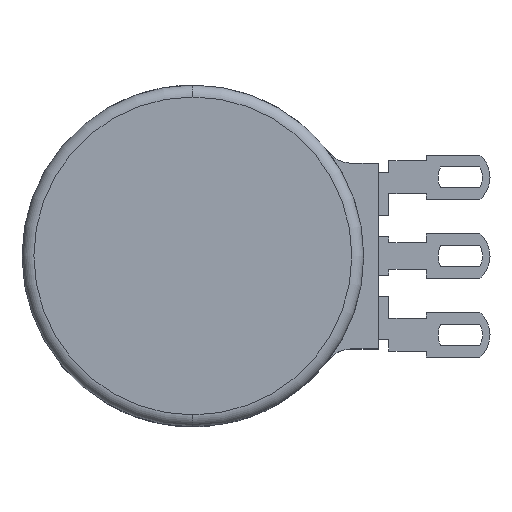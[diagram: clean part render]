
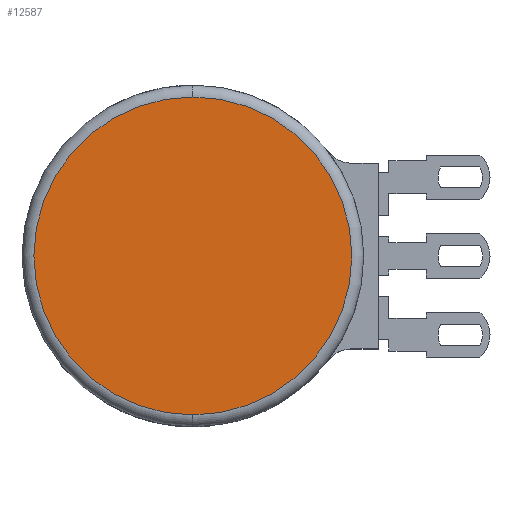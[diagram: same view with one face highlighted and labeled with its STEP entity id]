
A CAD part, top view. The second image highlights one B-rep face of the part: STEP entity #12587.
In plain terms, the highlighted planar face has unit normal (0, 0, 1).
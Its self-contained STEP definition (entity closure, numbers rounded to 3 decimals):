
#4479=CARTESIAN_POINT('',(0.,0.,10.7));
#4480=DIRECTION('',(0.,0.,1.));
#4481=DIRECTION('',(0.,1.,0.));
#4482=AXIS2_PLACEMENT_3D('',#4479,#4480,#4481);
#4494=CARTESIAN_POINT('',(0.,0.,10.7));
#4495=DIRECTION('',(0.,0.,1.));
#4496=DIRECTION('',(0.,-1.,0.));
#4497=AXIS2_PLACEMENT_3D('',#4494,#4495,#4496);
#7835=CARTESIAN_POINT('',(0.,10.7,10.7));
#7836=CARTESIAN_POINT('',(0.,-10.7,10.7));
#7837=VERTEX_POINT('',#7835);
#7838=VERTEX_POINT('',#7836);
#12577=CARTESIAN_POINT('',(0.,0.,10.7));
#12578=DIRECTION('',(0.,0.,-1.));
#12579=DIRECTION('',(0.,-1.,0.));
#12580=AXIS2_PLACEMENT_3D('',#12577,#12578,#12579);
#12581=PLANE('',#12580);
#12582=ORIENTED_EDGE('',*,*,#12567,.F.);
#12584=ORIENTED_EDGE('',*,*,#12583,.F.);
#12585=EDGE_LOOP('',(#12582,#12584));
#12586=FACE_OUTER_BOUND('',#12585,.F.);
#12587=ADVANCED_FACE('',(#12586),#12581,.F.);
#4483=CIRCLE('',#4482,10.7);
#4498=CIRCLE('',#4497,10.7);
#12567=EDGE_CURVE('',#7837,#7838,#4483,.T.);
#12583=EDGE_CURVE('',#7838,#7837,#4498,.T.);
